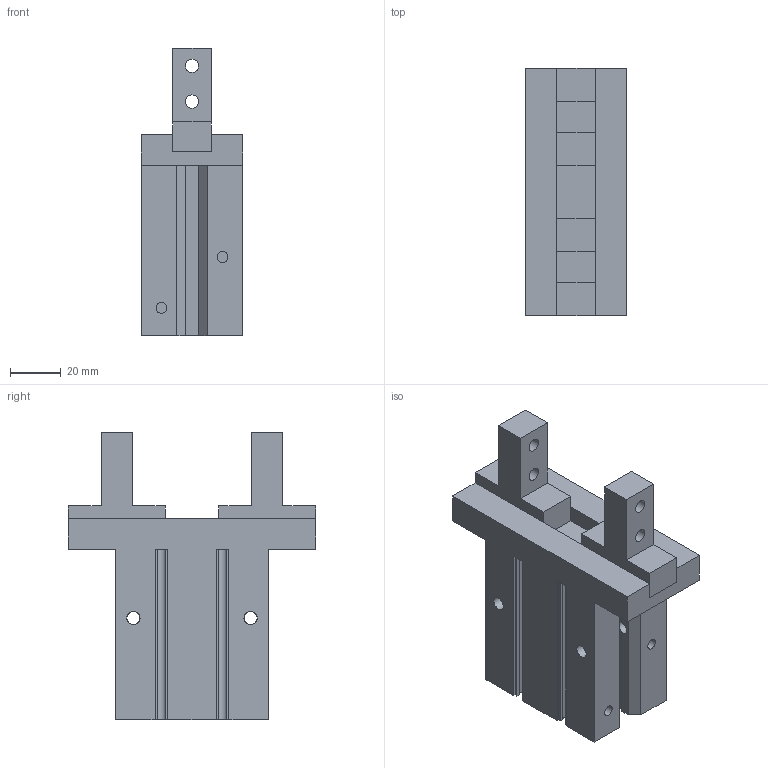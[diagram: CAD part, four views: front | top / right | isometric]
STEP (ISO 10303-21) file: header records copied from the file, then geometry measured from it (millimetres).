
FILE_DESCRIPTION(('STEP AP214'),'1');
FILE_NAME('CA.09.05.013.stp','2018-01-09T10:46:51',(' '),(' '),'Spatial InterOp 3D',' ',' ');
FILE_SCHEMA(('AUTOMOTIVE_DESIGN { 1 0 10303 214 1 1 1 1 }'));
Length unit declared in the file: millimetre
Products named in the file (3): MHZ2-32D.step_mhz2-prong_32; MHZ2-32D.step_MHZ2-Body_32
Assembly tree (3 placements, depth 2):
  (unnamed)
    MHZ2-32D.step_mhz2-prong_32  x2
    MHZ2-32D.step_MHZ2-Body_32
Bounding box: 40 x 97 x 113 mm (x, y, z)
Volume: 199279.1 mm3; surface area: 41942.8 mm2
Topology: 3 solids, 3 shells, 122 faces, 336 edges, 228 vertices
Faces by surface type: plane 98, cylinder 24
Full cylindrical faces by diameter (mm): 4.2 x2, 5 x1, 5.1 x4, 5.2 x12, 34 x1
Entity records: 4260 total; most frequent: CARTESIAN_POINT 590, DIRECTION 548, ORIENTED_EDGE 544, EDGE_CURVE 272, LINE 216, VECTOR 216, VERTEX_POINT 192, AXIS2_PLACEMENT_3D 166
